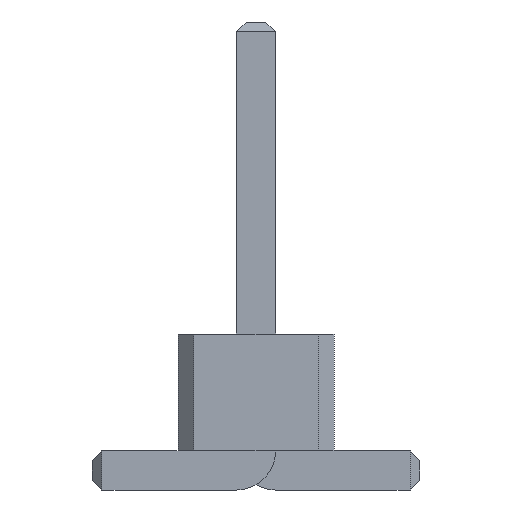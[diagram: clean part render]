
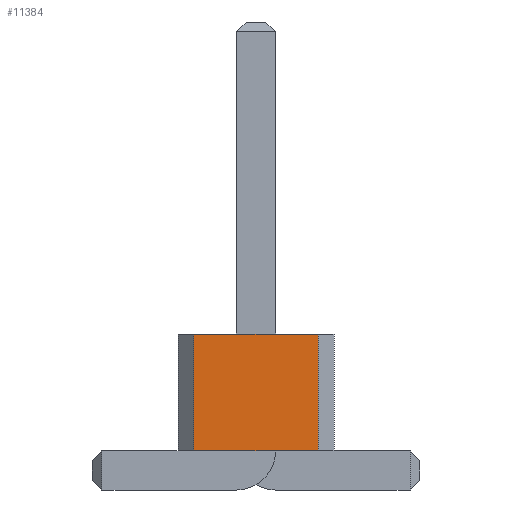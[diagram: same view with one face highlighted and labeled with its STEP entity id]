
A CAD part, front view. The second image highlights one B-rep face of the part: STEP entity #11384.
In plain terms, the highlighted planar face has unit normal (0, -1, 0).
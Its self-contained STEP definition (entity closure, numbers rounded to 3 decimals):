
#2038 = VERTEX_POINT('',#2039);
#2039 = CARTESIAN_POINT('',(0.8,-40.,0.5));
#2045 = EDGE_CURVE('',#2046,#2038,#2048,.T.);
#2046 = VERTEX_POINT('',#2047);
#2047 = CARTESIAN_POINT('',(-0.8,-40.,0.5));
#2048 = LINE('',#2049,#2050);
#2049 = CARTESIAN_POINT('',(-0.8,-40.,0.5));
#2050 = VECTOR('',#2051,1.);
#2051 = DIRECTION('',(1.,0.,0.));
#4919 = VERTEX_POINT('',#4920);
#4920 = CARTESIAN_POINT('',(0.8,-40.,2.));
#4926 = EDGE_CURVE('',#4927,#4919,#4929,.T.);
#4927 = VERTEX_POINT('',#4928);
#4928 = CARTESIAN_POINT('',(-0.8,-40.,2.));
#4929 = LINE('',#4930,#4931);
#4930 = CARTESIAN_POINT('',(-0.8,-40.,2.));
#4931 = VECTOR('',#4932,1.);
#4932 = DIRECTION('',(1.,0.,0.));
#11373 = EDGE_CURVE('',#2046,#4927,#11374,.T.);
#11374 = LINE('',#11375,#11376);
#11375 = CARTESIAN_POINT('',(-0.8,-40.,0.5));
#11376 = VECTOR('',#11377,1.);
#11377 = DIRECTION('',(0.,0.,1.));
#11384 = ADVANCED_FACE('',(#11385),#11396,.F.);
#11385 = FACE_BOUND('',#11386,.F.);
#11386 = EDGE_LOOP('',(#11387,#11388,#11389,#11395));
#11387 = ORIENTED_EDGE('',*,*,#11373,.T.);
#11388 = ORIENTED_EDGE('',*,*,#4926,.T.);
#11389 = ORIENTED_EDGE('',*,*,#11390,.F.);
#11390 = EDGE_CURVE('',#2038,#4919,#11391,.T.);
#11391 = LINE('',#11392,#11393);
#11392 = CARTESIAN_POINT('',(0.8,-40.,0.5));
#11393 = VECTOR('',#11394,1.);
#11394 = DIRECTION('',(0.,0.,1.));
#11395 = ORIENTED_EDGE('',*,*,#2045,.F.);
#11396 = PLANE('',#11397);
#11397 = AXIS2_PLACEMENT_3D('',#11398,#11399,#11400);
#11398 = CARTESIAN_POINT('',(-0.8,-40.,0.5));
#11399 = DIRECTION('',(0.,1.,0.));
#11400 = DIRECTION('',(1.,0.,0.));
